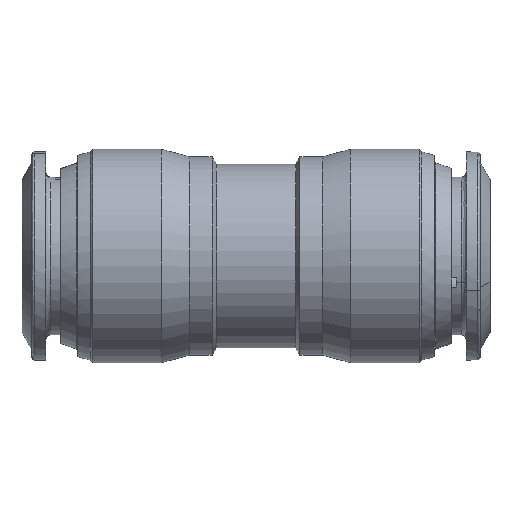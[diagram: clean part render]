
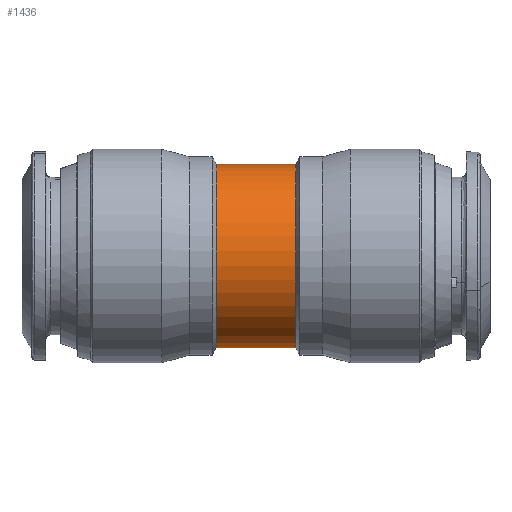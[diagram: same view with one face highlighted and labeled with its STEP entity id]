
A CAD part, left-side view. The second image highlights one B-rep face of the part: STEP entity #1436.
In plain terms, the highlighted free-form (B-spline) face has degree [1, 3] with [2, 4] control points.
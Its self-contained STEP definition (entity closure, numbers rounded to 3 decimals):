
#44 = CARTESIAN_POINT ( 'NONE',  ( -18.5, 14., -9.25 ) ) ;
#226 = ORIENTED_EDGE ( 'NONE', *, *, #584, .F. ) ;
#406 = CARTESIAN_POINT ( 'NONE',  ( 0., 14., -9.25 ) ) ;
#547 = FACE_OUTER_BOUND ( 'NONE', #884, .T. ) ;
#584 = EDGE_CURVE ( 'NONE', #1954, #2494, #3223, .T. ) ;
#667 = B_SPLINE_CURVE_WITH_KNOTS ( 'NONE', 1,
 ( #3443, #406 ),
 .UNSPECIFIED., .F., .F.,
 ( 2, 2 ),
 ( -1., 0. ),
 .UNSPECIFIED. ) ;
#672 = CARTESIAN_POINT ( 'NONE',  ( -18.5, 22., 9.25 ) ) ;
#737 = CARTESIAN_POINT ( 'NONE',  ( 0., 14., -9.25 ) ) ;
#818 = CARTESIAN_POINT ( 'NONE',  ( 0., 14., -9.25 ) ) ;
#884 = EDGE_LOOP ( 'NONE', ( #226, #2879, #4436, #4278 ) ) ;
#912 = EDGE_CURVE ( 'NONE', #1954, #3084, #667, .T. ) ;
#1126 = CARTESIAN_POINT ( 'NONE',  ( 0., 22., 9.25 ) ) ;
#1151 = CARTESIAN_POINT ( 'NONE',  ( -18.5, 22., -9.25 ) ) ;
#1157 = CARTESIAN_POINT ( 'NONE',  ( 0., 22., 9.25 ) ) ;
#1436 = ADVANCED_FACE ( 'NONE', ( #547 ), #1769, .F. ) ;
#1452 = CARTESIAN_POINT ( 'NONE',  ( -18.5, 22., 9.25 ) ) ;
#1769 =( BOUNDED_SURFACE ( )  B_SPLINE_SURFACE ( 1, 3, ( 
 ( #2164, #1452, #1151, #3556 ),
 ( #2527, #4197, #44, #3867 ) ),
 .UNSPECIFIED., .F., .F., .F. ) 
 B_SPLINE_SURFACE_WITH_KNOTS ( ( 2, 2 ),
 ( 4, 4 ),
 ( 0., 1. ),
 ( 0., 1. ),
 .UNSPECIFIED. ) 
 GEOMETRIC_REPRESENTATION_ITEM ( )  RATIONAL_B_SPLINE_SURFACE ( (
 ( 1., 0.333, 0.333, 1.),
 ( 1., 0.333, 0.333, 1.) ) ) 
 REPRESENTATION_ITEM ( '' )  SURFACE ( )  );
#1787 = CARTESIAN_POINT ( 'NONE',  ( -18.5, 14., 9.25 ) ) ;
#1954 = VERTEX_POINT ( 'NONE', #3879 ) ;
#1994 = B_SPLINE_CURVE_WITH_KNOTS ( 'NONE', 1,
 ( #4232, #1157 ),
 .UNSPECIFIED., .F., .F.,
 ( 2, 2 ),
 ( -1., 0. ),
 .UNSPECIFIED. ) ;
#2164 = CARTESIAN_POINT ( 'NONE',  ( 0., 22., 9.25 ) ) ;
#2188 = CARTESIAN_POINT ( 'NONE',  ( 0., 14., 9.25 ) ) ;
#2303 =( BOUNDED_CURVE ( )  B_SPLINE_CURVE ( 3, ( #737, #2498, #1787, #2188 ),
 .UNSPECIFIED., .F., .T. ) 
 B_SPLINE_CURVE_WITH_KNOTS ( ( 4, 4 ),
 ( -3.142, 0. ),
 .UNSPECIFIED. ) 
 CURVE ( )  GEOMETRIC_REPRESENTATION_ITEM ( )  RATIONAL_B_SPLINE_CURVE ( ( 1., 0.333, 0.333, 1. ) ) 
 REPRESENTATION_ITEM ( '' )  );
#2399 = CARTESIAN_POINT ( 'NONE',  ( 0., 14., 9.25 ) ) ;
#2494 = VERTEX_POINT ( 'NONE', #1126 ) ;
#2498 = CARTESIAN_POINT ( 'NONE',  ( -18.5, 14., -9.25 ) ) ;
#2527 = CARTESIAN_POINT ( 'NONE',  ( 0., 14., 9.25 ) ) ;
#2771 = EDGE_CURVE ( 'NONE', #3084, #3185, #2303, .T. ) ;
#2879 = ORIENTED_EDGE ( 'NONE', *, *, #912, .T. ) ;
#2946 = EDGE_CURVE ( 'NONE', #3185, #2494, #1994, .T. ) ;
#3084 = VERTEX_POINT ( 'NONE', #818 ) ;
#3185 = VERTEX_POINT ( 'NONE', #2399 ) ;
#3223 =( BOUNDED_CURVE ( )  B_SPLINE_CURVE ( 3, ( #3770, #4455, #672, #3402 ),
 .UNSPECIFIED., .F., .F. ) 
 B_SPLINE_CURVE_WITH_KNOTS ( ( 4, 4 ),
 ( -3.142, 0. ),
 .UNSPECIFIED. ) 
 CURVE ( )  GEOMETRIC_REPRESENTATION_ITEM ( )  RATIONAL_B_SPLINE_CURVE ( ( 1., 0.333, 0.333, 1. ) ) 
 REPRESENTATION_ITEM ( '' )  );
#3402 = CARTESIAN_POINT ( 'NONE',  ( 0., 22., 9.25 ) ) ;
#3443 = CARTESIAN_POINT ( 'NONE',  ( 0., 22., -9.25 ) ) ;
#3556 = CARTESIAN_POINT ( 'NONE',  ( 0., 22., -9.25 ) ) ;
#3770 = CARTESIAN_POINT ( 'NONE',  ( 0., 22., -9.25 ) ) ;
#3867 = CARTESIAN_POINT ( 'NONE',  ( 0., 14., -9.25 ) ) ;
#3879 = CARTESIAN_POINT ( 'NONE',  ( 0., 22., -9.25 ) ) ;
#4197 = CARTESIAN_POINT ( 'NONE',  ( -18.5, 14., 9.25 ) ) ;
#4232 = CARTESIAN_POINT ( 'NONE',  ( 0., 14., 9.25 ) ) ;
#4278 = ORIENTED_EDGE ( 'NONE', *, *, #2946, .T. ) ;
#4436 = ORIENTED_EDGE ( 'NONE', *, *, #2771, .T. ) ;
#4455 = CARTESIAN_POINT ( 'NONE',  ( -18.5, 22., -9.25 ) ) ;
